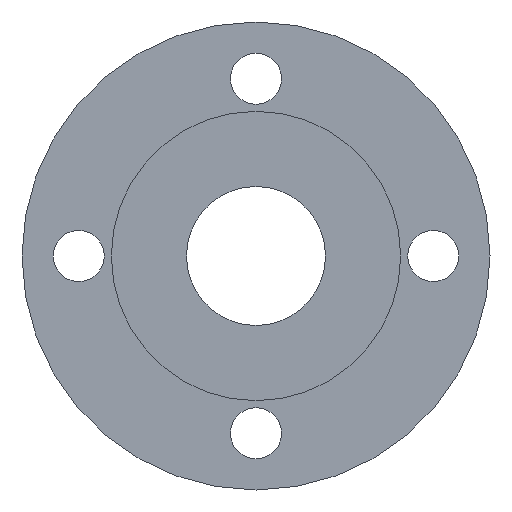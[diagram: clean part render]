
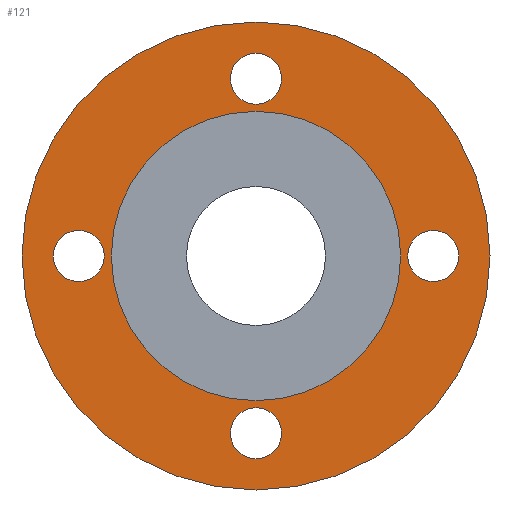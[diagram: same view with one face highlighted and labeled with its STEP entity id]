
A CAD part, front view. The second image highlights one B-rep face of the part: STEP entity #121.
In plain terms, the highlighted planar face has unit normal (0, -1, 0).
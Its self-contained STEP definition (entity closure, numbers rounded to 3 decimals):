
#12 = CARTESIAN_POINT ( 'NONE',  ( 62.5, 3., -9. ) ) ;
#34 = AXIS2_PLACEMENT_3D ( 'NONE', #745, #117, #679 ) ;
#36 = CARTESIAN_POINT ( 'NONE',  ( 0., 3., -51. ) ) ;
#39 = FACE_BOUND ( 'NONE', #259, .T. ) ;
#52 = CARTESIAN_POINT ( 'NONE',  ( 0., 3., 0. ) ) ;
#66 = CARTESIAN_POINT ( 'NONE',  ( 0., 3., 62.5 ) ) ;
#67 = VERTEX_POINT ( 'NONE', #213 ) ;
#70 = DIRECTION ( 'NONE',  ( 0., 1., 0. ) ) ;
#72 = VERTEX_POINT ( 'NONE', #712 ) ;
#79 = DIRECTION ( 'NONE',  ( 0., -1., 0. ) ) ;
#84 = DIRECTION ( 'NONE',  ( 0., 0., -1. ) ) ;
#87 = CIRCLE ( 'NONE', #437, 82.5 ) ;
#89 = CARTESIAN_POINT ( 'NONE',  ( 0., 3., 53.5 ) ) ;
#98 = AXIS2_PLACEMENT_3D ( 'NONE', #282, #79, #675 ) ;
#100 = FACE_OUTER_BOUND ( 'NONE', #557, .T. ) ;
#102 = DIRECTION ( 'NONE',  ( 0., 0., -1. ) ) ;
#110 = ORIENTED_EDGE ( 'NONE', *, *, #434, .T. ) ;
#117 = DIRECTION ( 'NONE',  ( 0., 1., 0. ) ) ;
#121 = ADVANCED_FACE ( 'NONE', ( #275, #524, #658, #39, #348, #100 ), #593, .T. ) ;
#123 = VERTEX_POINT ( 'NONE', #224 ) ;
#125 = EDGE_LOOP ( 'NONE', ( #600, #380 ) ) ;
#126 = CIRCLE ( 'NONE', #721, 9. ) ;
#132 = VERTEX_POINT ( 'NONE', #265 ) ;
#134 = VERTEX_POINT ( 'NONE', #12 ) ;
#137 = ORIENTED_EDGE ( 'NONE', *, *, #376, .T. ) ;
#148 = EDGE_CURVE ( 'NONE', #377, #728, #185, .T. ) ;
#159 = CARTESIAN_POINT ( 'NONE',  ( 0., 3., 0. ) ) ;
#161 = CARTESIAN_POINT ( 'NONE',  ( -62.5, 3., 0. ) ) ;
#162 = DIRECTION ( 'NONE',  ( 0., 0., 1. ) ) ;
#168 = EDGE_LOOP ( 'NONE', ( #137, #110 ) ) ;
#185 = CIRCLE ( 'NONE', #643, 82.5 ) ;
#191 = CIRCLE ( 'NONE', #34, 51. ) ;
#193 = CARTESIAN_POINT ( 'NONE',  ( 0., 3., -82.5 ) ) ;
#195 = VERTEX_POINT ( 'NONE', #777 ) ;
#198 = ORIENTED_EDGE ( 'NONE', *, *, #148, .F. ) ;
#202 = DIRECTION ( 'NONE',  ( 0., 0., -1. ) ) ;
#213 = CARTESIAN_POINT ( 'NONE',  ( -62.5, 3., -9. ) ) ;
#224 = CARTESIAN_POINT ( 'NONE',  ( 62.5, 3., 9. ) ) ;
#226 = DIRECTION ( 'NONE',  ( 0., 0., -1. ) ) ;
#227 = DIRECTION ( 'NONE',  ( 0., 1., 0. ) ) ;
#235 = CARTESIAN_POINT ( 'NONE',  ( 0., 3., 0. ) ) ;
#254 = VERTEX_POINT ( 'NONE', #720 ) ;
#259 = EDGE_LOOP ( 'NONE', ( #315, #506 ) ) ;
#265 = CARTESIAN_POINT ( 'NONE',  ( 0., 3., -71.5 ) ) ;
#268 = AXIS2_PLACEMENT_3D ( 'NONE', #704, #392, #84 ) ;
#275 = FACE_BOUND ( 'NONE', #125, .T. ) ;
#278 = AXIS2_PLACEMENT_3D ( 'NONE', #66, #310, #560 ) ;
#282 = CARTESIAN_POINT ( 'NONE',  ( 62.5, 3., 0. ) ) ;
#284 = DIRECTION ( 'NONE',  ( 0., -1., 0. ) ) ;
#309 = ORIENTED_EDGE ( 'NONE', *, *, #805, .F. ) ;
#310 = DIRECTION ( 'NONE',  ( 0., -1., 0. ) ) ;
#312 = EDGE_CURVE ( 'NONE', #67, #752, #566, .T. ) ;
#314 = DIRECTION ( 'NONE',  ( 0., 0., 1. ) ) ;
#315 = ORIENTED_EDGE ( 'NONE', *, *, #791, .F. ) ;
#348 = FACE_BOUND ( 'NONE', #168, .T. ) ;
#358 = ORIENTED_EDGE ( 'NONE', *, *, #472, .F. ) ;
#359 = CIRCLE ( 'NONE', #687, 9. ) ;
#368 = DIRECTION ( 'NONE',  ( 0., -1., 0. ) ) ;
#372 = CIRCLE ( 'NONE', #589, 9. ) ;
#376 = EDGE_CURVE ( 'NONE', #195, #743, #515, .T. ) ;
#377 = VERTEX_POINT ( 'NONE', #193 ) ;
#380 = ORIENTED_EDGE ( 'NONE', *, *, #650, .F. ) ;
#388 = EDGE_CURVE ( 'NONE', #728, #377, #87, .T. ) ;
#392 = DIRECTION ( 'NONE',  ( 0., -1., 0. ) ) ;
#405 = DIRECTION ( 'NONE',  ( 0., -1., 0. ) ) ;
#408 = CIRCLE ( 'NONE', #98, 9. ) ;
#411 = CARTESIAN_POINT ( 'NONE',  ( -62.5, 3., 0. ) ) ;
#434 = EDGE_CURVE ( 'NONE', #743, #195, #191, .T. ) ;
#437 = AXIS2_PLACEMENT_3D ( 'NONE', #52, #676, #314 ) ;
#445 = ORIENTED_EDGE ( 'NONE', *, *, #782, .F. ) ;
#461 = CARTESIAN_POINT ( 'NONE',  ( 0., 3., 82.5 ) ) ;
#472 = EDGE_CURVE ( 'NONE', #254, #587, #673, .T. ) ;
#486 = CARTESIAN_POINT ( 'NONE',  ( 0., 3., 62.5 ) ) ;
#492 = DIRECTION ( 'NONE',  ( 0., 0., 1. ) ) ;
#497 = CIRCLE ( 'NONE', #634, 9. ) ;
#506 = ORIENTED_EDGE ( 'NONE', *, *, #624, .F. ) ;
#515 = CIRCLE ( 'NONE', #525, 51. ) ;
#523 = DIRECTION ( 'NONE',  ( 0., -1., 0. ) ) ;
#524 = FACE_BOUND ( 'NONE', #553, .T. ) ;
#525 = AXIS2_PLACEMENT_3D ( 'NONE', #235, #70, #492 ) ;
#535 = DIRECTION ( 'NONE',  ( 0., 0., -1. ) ) ;
#541 = CARTESIAN_POINT ( 'NONE',  ( -62.5, 3., 9. ) ) ;
#553 = EDGE_LOOP ( 'NONE', ( #309, #358 ) ) ;
#556 = ORIENTED_EDGE ( 'NONE', *, *, #312, .F. ) ;
#557 = EDGE_LOOP ( 'NONE', ( #739, #198 ) ) ;
#560 = DIRECTION ( 'NONE',  ( 0., 0., -1. ) ) ;
#566 = CIRCLE ( 'NONE', #702, 9. ) ;
#572 = EDGE_LOOP ( 'NONE', ( #556, #445 ) ) ;
#585 = DIRECTION ( 'NONE',  ( 0., 0., -1. ) ) ;
#587 = VERTEX_POINT ( 'NONE', #89 ) ;
#589 = AXIS2_PLACEMENT_3D ( 'NONE', #161, #666, #585 ) ;
#593 = PLANE ( 'NONE',  #730 ) ;
#598 = CARTESIAN_POINT ( 'NONE',  ( 62.5, 3., 0. ) ) ;
#600 = ORIENTED_EDGE ( 'NONE', *, *, #801, .F. ) ;
#617 = CIRCLE ( 'NONE', #268, 9. ) ;
#624 = EDGE_CURVE ( 'NONE', #72, #132, #617, .T. ) ;
#634 = AXIS2_PLACEMENT_3D ( 'NONE', #486, #368, #202 ) ;
#643 = AXIS2_PLACEMENT_3D ( 'NONE', #159, #227, #162 ) ;
#650 = EDGE_CURVE ( 'NONE', #123, #134, #126, .T. ) ;
#656 = DIRECTION ( 'NONE',  ( 0., 0., -1. ) ) ;
#658 = FACE_BOUND ( 'NONE', #572, .T. ) ;
#664 = DIRECTION ( 'NONE',  ( 0., -1., 0. ) ) ;
#666 = DIRECTION ( 'NONE',  ( 0., -1., 0. ) ) ;
#673 = CIRCLE ( 'NONE', #278, 9. ) ;
#675 = DIRECTION ( 'NONE',  ( 0., 0., -1. ) ) ;
#676 = DIRECTION ( 'NONE',  ( 0., 1., 0. ) ) ;
#679 = DIRECTION ( 'NONE',  ( 0., 0., 1. ) ) ;
#687 = AXIS2_PLACEMENT_3D ( 'NONE', #776, #405, #656 ) ;
#702 = AXIS2_PLACEMENT_3D ( 'NONE', #411, #664, #102 ) ;
#704 = CARTESIAN_POINT ( 'NONE',  ( 0., 3., -62.5 ) ) ;
#712 = CARTESIAN_POINT ( 'NONE',  ( 0., 3., -53.5 ) ) ;
#720 = CARTESIAN_POINT ( 'NONE',  ( 0., 3., 71.5 ) ) ;
#721 = AXIS2_PLACEMENT_3D ( 'NONE', #598, #523, #226 ) ;
#728 = VERTEX_POINT ( 'NONE', #461 ) ;
#730 = AXIS2_PLACEMENT_3D ( 'NONE', #783, #284, #535 ) ;
#739 = ORIENTED_EDGE ( 'NONE', *, *, #388, .F. ) ;
#743 = VERTEX_POINT ( 'NONE', #36 ) ;
#745 = CARTESIAN_POINT ( 'NONE',  ( 0., 3., 0. ) ) ;
#752 = VERTEX_POINT ( 'NONE', #541 ) ;
#776 = CARTESIAN_POINT ( 'NONE',  ( 0., 3., -62.5 ) ) ;
#777 = CARTESIAN_POINT ( 'NONE',  ( 0., 3., 51. ) ) ;
#782 = EDGE_CURVE ( 'NONE', #752, #67, #372, .T. ) ;
#783 = CARTESIAN_POINT ( 'NONE',  ( 0., 3., 51. ) ) ;
#791 = EDGE_CURVE ( 'NONE', #132, #72, #359, .T. ) ;
#801 = EDGE_CURVE ( 'NONE', #134, #123, #408, .T. ) ;
#805 = EDGE_CURVE ( 'NONE', #587, #254, #497, .T. ) ;
